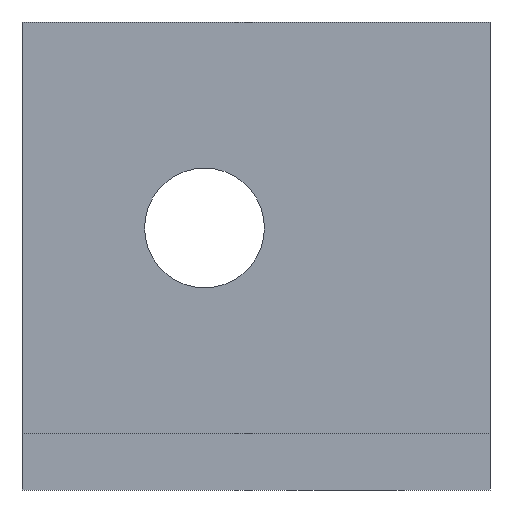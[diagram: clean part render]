
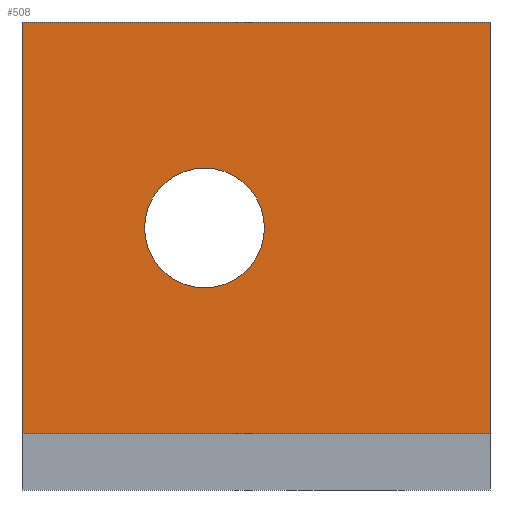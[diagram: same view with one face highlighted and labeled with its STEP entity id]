
A CAD part, front view. The second image highlights one B-rep face of the part: STEP entity #508.
In plain terms, the highlighted planar face has unit normal (0, -1, 0).
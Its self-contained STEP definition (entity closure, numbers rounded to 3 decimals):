
#132=CARTESIAN_POINT('',(-0.238,-0.345,0.44));
#133=VERTEX_POINT('',#132);
#149=CARTESIAN_POINT('',(0.018,-0.345,0.44));
#150=VERTEX_POINT('',#149);
#157=CARTESIAN_POINT('',(-0.11,-0.345,0.44));
#158=DIRECTION('',(0.0,1.0,0.0));
#159=DIRECTION('',(-1.0,0.0,0.0));
#160=AXIS2_PLACEMENT_3D('',#157,#158,#159);
#161=CIRCLE('',#160,0.128);
#162=EDGE_CURVE('',#133,#150,#161,.T.);
#319=CARTESIAN_POINT('',(-0.11,-0.345,0.44));
#320=DIRECTION('',(0.0,1.0,0.0));
#321=DIRECTION('',(-1.0,0.0,0.0));
#322=AXIS2_PLACEMENT_3D('',#319,#320,#321);
#323=CIRCLE('',#322,0.128);
#324=EDGE_CURVE('',#150,#133,#323,.T.);
#448=CARTESIAN_POINT('',(0.5,-0.345,0.));
#449=VERTEX_POINT('',#448);
#456=CARTESIAN_POINT('',(-0.5,-0.345,0.));
#457=VERTEX_POINT('',#456);
#458=CARTESIAN_POINT('',(-0.5,-0.345,0.));
#459=DIRECTION('',(1.0,0.0,0.0));
#460=VECTOR('',#459,1.0);
#461=LINE('',#458,#460);
#462=EDGE_CURVE('',#457,#449,#461,.T.);
#474=CARTESIAN_POINT('',(-0.5,-0.345,0.));
#475=DIRECTION('',(0.0,-1.0,0.0));
#476=DIRECTION('',(0.0,0.0,1.0));
#477=AXIS2_PLACEMENT_3D('',#474,#475,#476);
#478=PLANE('',#477);
#479=CARTESIAN_POINT('',(0.5,-0.345,0.88));
#480=VERTEX_POINT('',#479);
#481=CARTESIAN_POINT('',(0.5,-0.345,0.));
#482=DIRECTION('',(0.0,0.0,1.0));
#483=VECTOR('',#482,0.88);
#484=LINE('',#481,#483);
#485=EDGE_CURVE('',#449,#480,#484,.T.);
#486=ORIENTED_EDGE('',*,*,#485,.T.);
#487=CARTESIAN_POINT('',(-0.5,-0.345,0.88));
#488=VERTEX_POINT('',#487);
#489=CARTESIAN_POINT('',(-0.5,-0.345,0.88));
#490=DIRECTION('',(1.0,0.0,0.0));
#491=VECTOR('',#490,1.0);
#492=LINE('',#489,#491);
#493=EDGE_CURVE('',#488,#480,#492,.T.);
#494=ORIENTED_EDGE('',*,*,#493,.F.);
#495=CARTESIAN_POINT('',(-0.5,-0.345,0.88));
#496=DIRECTION('',(0.0,0.0,-1.0));
#497=VECTOR('',#496,0.88);
#498=LINE('',#495,#497);
#499=EDGE_CURVE('',#488,#457,#498,.T.);
#500=ORIENTED_EDGE('',*,*,#499,.T.);
#501=ORIENTED_EDGE('',*,*,#462,.T.);
#502=EDGE_LOOP('',(#486,#494,#500,#501));
#503=FACE_OUTER_BOUND('',#502,.T.);
#504=ORIENTED_EDGE('',*,*,#162,.T.);
#505=ORIENTED_EDGE('',*,*,#324,.T.);
#506=EDGE_LOOP('',(#504,#505));
#507=FACE_BOUND('',#506,.T.);
#508=ADVANCED_FACE('',(#503,#507),#478,.T.);
